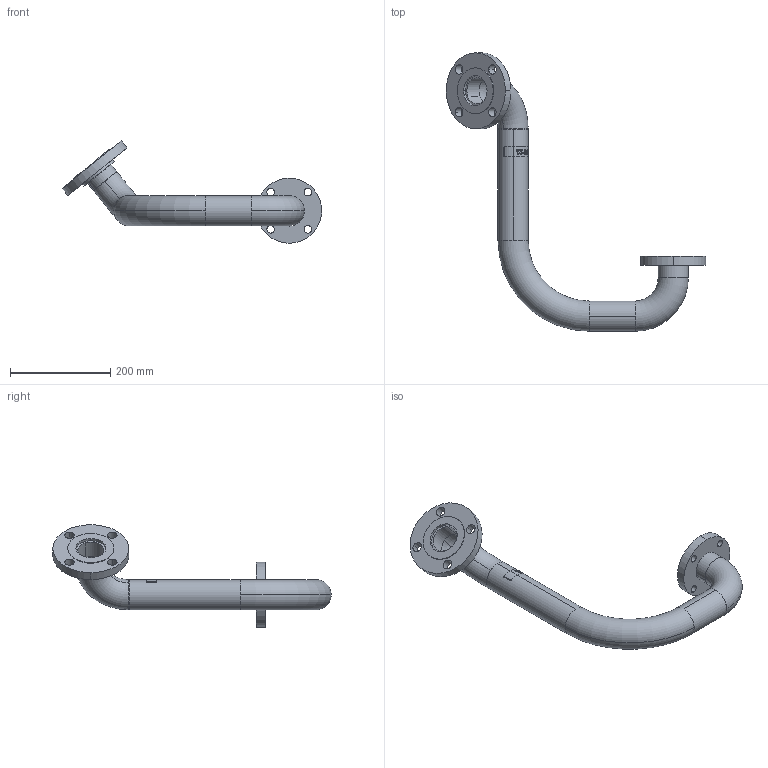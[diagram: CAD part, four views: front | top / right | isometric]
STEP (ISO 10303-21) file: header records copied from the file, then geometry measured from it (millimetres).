
FILE_DESCRIPTION (( 'STEP AP203' ), '1' );
FILE_NAME ('3974-13-50-210_REV_.step', '2026-02-01T23:33:02', ( '' ), ( '' ), 'SwSTEP 2.0', 'SolidWorks 2025', '' );
FILE_SCHEMA (( 'CONFIG_CONTROL_DESIGN' ));
Length unit declared in the file: millimetre
Products named in the file (8): OEM-50-150-SO-316L; 3435-50-210-01; 3435-50-210-02_Default<As Machined>; 3435-50-210-03_Default<As Machined>; OEM-50-LR-40-316L_Default<As Machined>; 3435-50-210-04; OEM-50NB-JIS5K-P-316L_Default<As Machined>; 3974-13-50-210_REV_
Assembly tree (8 placements, depth 2):
  3435-50-210-01
  3974-13-50-210_REV_
    OEM-50-LR-40-316L_Default<As Machined>  x2
    3435-50-210-02_Default<As Machined>
    3435-50-210-03_Default<As Machined>  x2
    OEM-50-150-SO-316L
    OEM-50NB-JIS5K-P-316L_Default<As Machined>
    3435-50-210-04
Bounding box: 518.57 x 556.15 x 204.84 mm (x, y, z)
Volume: 1044132.5 mm3; surface area: 399794.5 mm2
Topology: 8 solids, 8 shells, 142 faces, 354 edges, 236 vertices
Faces by surface type: cylinder 60, plane 37, bspline 33, torus 12
Entity records: 11853 total; most frequent: CARTESIAN_POINT 7970, ORIENTED_EDGE 660, DIRECTION 569, EDGE_CURVE 330, AXIS2_PLACEMENT_3D 246, VERTEX_POINT 220, EDGE_LOOP 164, CIRCLE 138
